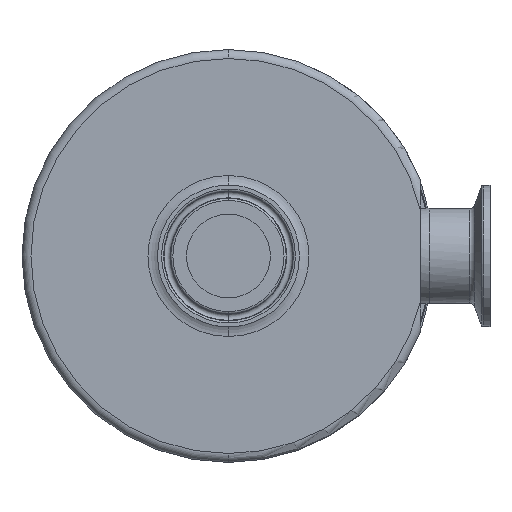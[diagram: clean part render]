
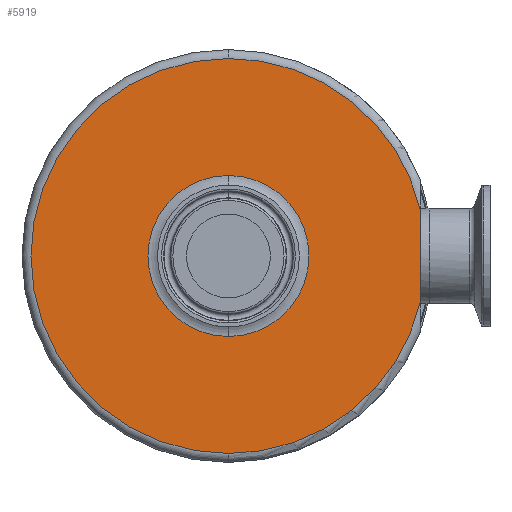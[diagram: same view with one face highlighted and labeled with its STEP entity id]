
A CAD part, front view. The second image highlights one B-rep face of the part: STEP entity #5919.
In plain terms, the highlighted planar face has unit normal (0, -1, 0).
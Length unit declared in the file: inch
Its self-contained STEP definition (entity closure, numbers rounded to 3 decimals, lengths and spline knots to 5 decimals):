
#85 = DIRECTION ( 'NONE',  ( 0., 0., -1. ) ) ;
#88 = EDGE_CURVE ( 'NONE', #2426, #1270, #4948, .T. ) ;
#123 = PLANE ( 'NONE',  #2114 ) ;
#218 = AXIS2_PLACEMENT_3D ( 'NONE', #2360, #8398, #3757 ) ;
#255 = VERTEX_POINT ( 'NONE', #5852 ) ;
#419 = AXIS2_PLACEMENT_3D ( 'NONE', #1106, #4945, #5060 ) ;
#450 = EDGE_CURVE ( 'NONE', #1270, #8228, #5583, .T. ) ;
#951 = CARTESIAN_POINT ( 'NONE',  ( 2.685, -1., -0.63904 ) ) ;
#1106 = CARTESIAN_POINT ( 'NONE',  ( 0., -1., 0. ) ) ;
#1270 = VERTEX_POINT ( 'NONE', #2974 ) ;
#1414 = DIRECTION ( 'NONE',  ( 0., 1., 0. ) ) ;
#1482 = DIRECTION ( 'NONE',  ( 0., -1., 0. ) ) ;
#1585 = AXIS2_PLACEMENT_3D ( 'NONE', #4691, #1414, #3944 ) ;
#1657 = ORIENTED_EDGE ( 'NONE', *, *, #6147, .F. ) ;
#2065 = CIRCLE ( 'NONE', #8327, 1.125 ) ;
#2114 = AXIS2_PLACEMENT_3D ( 'NONE', #6683, #1482, #7281 ) ;
#2203 = EDGE_LOOP ( 'NONE', ( #2427, #5524, #4634, #1657 ) ) ;
#2360 = CARTESIAN_POINT ( 'NONE',  ( 0., -1., 0. ) ) ;
#2426 = VERTEX_POINT ( 'NONE', #6448 ) ;
#2427 = ORIENTED_EDGE ( 'NONE', *, *, #450, .F. ) ;
#2631 = CARTESIAN_POINT ( 'NONE',  ( 0., -1., 1.125 ) ) ;
#2787 = CARTESIAN_POINT ( 'NONE',  ( 0., -1., 0. ) ) ;
#2974 = CARTESIAN_POINT ( 'NONE',  ( 2.685, -1., 0.63904 ) ) ;
#3440 = ORIENTED_EDGE ( 'NONE', *, *, #6934, .T. ) ;
#3605 = CIRCLE ( 'NONE', #7069, 1.125 ) ;
#3693 = VERTEX_POINT ( 'NONE', #5221 ) ;
#3757 = DIRECTION ( 'NONE',  ( 0., 0., 1. ) ) ;
#3944 = DIRECTION ( 'NONE',  ( 0., 0., 1. ) ) ;
#4207 = DIRECTION ( 'NONE',  ( 0., 1., 0. ) ) ;
#4324 = ORIENTED_EDGE ( 'NONE', *, *, #4531, .T. ) ;
#4375 = CIRCLE ( 'NONE', #1585, 2.76 ) ;
#4531 = EDGE_CURVE ( 'NONE', #6510, #3693, #3605, .T. ) ;
#4634 = ORIENTED_EDGE ( 'NONE', *, *, #6484, .F. ) ;
#4691 = CARTESIAN_POINT ( 'NONE',  ( 0., -1., 0. ) ) ;
#4945 = DIRECTION ( 'NONE',  ( 0., 1., 0. ) ) ;
#4948 = CIRCLE ( 'NONE', #218, 2.76 ) ;
#5060 = DIRECTION ( 'NONE',  ( 0., 0., 1. ) ) ;
#5221 = CARTESIAN_POINT ( 'NONE',  ( 0., -1., -1.125 ) ) ;
#5524 = ORIENTED_EDGE ( 'NONE', *, *, #88, .F. ) ;
#5534 = CARTESIAN_POINT ( 'NONE',  ( 0., -1., 0. ) ) ;
#5583 = LINE ( 'NONE', #7989, #5693 ) ;
#5621 = EDGE_LOOP ( 'NONE', ( #4324, #3440 ) ) ;
#5693 = VECTOR ( 'NONE', #85, 39.37008 ) ;
#5852 = CARTESIAN_POINT ( 'NONE',  ( 0., -1., -2.76 ) ) ;
#5919 = ADVANCED_FACE ( 'NONE', ( #7551, #8171 ), #123, .T. ) ;
#6147 = EDGE_CURVE ( 'NONE', #8228, #255, #6406, .T. ) ;
#6185 = DIRECTION ( 'NONE',  ( 0., 0., 1. ) ) ;
#6406 = CIRCLE ( 'NONE', #419, 2.76 ) ;
#6448 = CARTESIAN_POINT ( 'NONE',  ( 0., -1., 2.76 ) ) ;
#6484 = EDGE_CURVE ( 'NONE', #255, #2426, #4375, .T. ) ;
#6510 = VERTEX_POINT ( 'NONE', #2631 ) ;
#6683 = CARTESIAN_POINT ( 'NONE',  ( -2.76, -1., 0. ) ) ;
#6706 = DIRECTION ( 'NONE',  ( 0., 0., 1. ) ) ;
#6934 = EDGE_CURVE ( 'NONE', #3693, #6510, #2065, .T. ) ;
#7069 = AXIS2_PLACEMENT_3D ( 'NONE', #2787, #7994, #6706 ) ;
#7281 = DIRECTION ( 'NONE',  ( 0., 0., -1. ) ) ;
#7551 = FACE_OUTER_BOUND ( 'NONE', #2203, .T. ) ;
#7989 = CARTESIAN_POINT ( 'NONE',  ( 2.685, -1., 0. ) ) ;
#7994 = DIRECTION ( 'NONE',  ( 0., 1., 0. ) ) ;
#8171 = FACE_BOUND ( 'NONE', #5621, .T. ) ;
#8228 = VERTEX_POINT ( 'NONE', #951 ) ;
#8327 = AXIS2_PLACEMENT_3D ( 'NONE', #5534, #4207, #6185 ) ;
#8398 = DIRECTION ( 'NONE',  ( 0., 1., 0. ) ) ;
